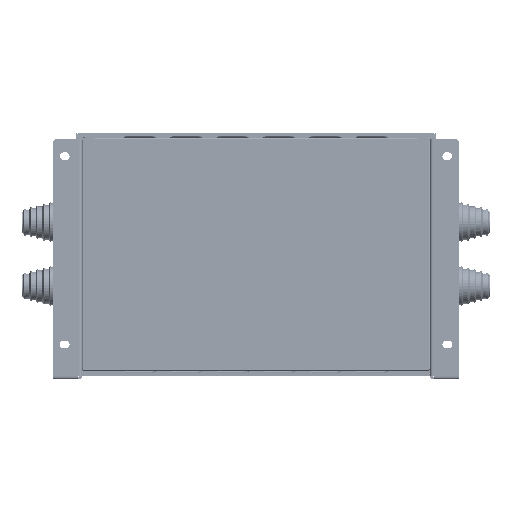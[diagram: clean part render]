
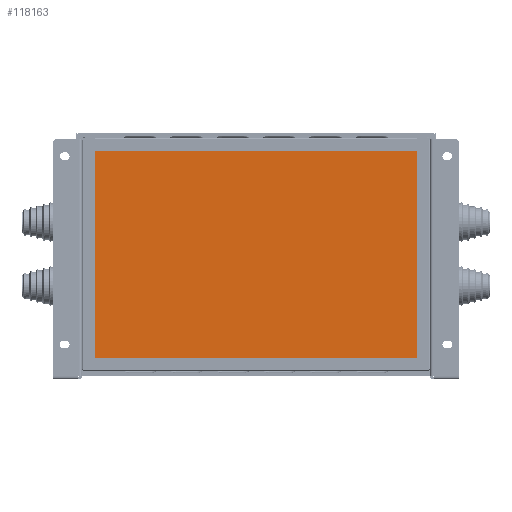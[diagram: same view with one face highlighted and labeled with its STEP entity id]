
A CAD part, front view. The second image highlights one B-rep face of the part: STEP entity #118163.
In plain terms, the highlighted planar face has unit normal (0, -1, 0).
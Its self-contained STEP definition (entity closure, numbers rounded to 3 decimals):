
#1100 = VECTOR ( 'NONE', #32929, 1000. ) ;
#1957 = CARTESIAN_POINT ( 'NONE',  ( 590., 0., -394. ) ) ;
#5154 = CARTESIAN_POINT ( 'NONE',  ( 0., 0., 0. ) ) ;
#7784 = LINE ( 'NONE', #33410, #1100 ) ;
#25472 = ORIENTED_EDGE ( 'NONE', *, *, #73600, .F. ) ;
#30115 = CARTESIAN_POINT ( 'NONE',  ( 0., 0., -394. ) ) ;
#32613 = CARTESIAN_POINT ( 'NONE',  ( 590., 0., 0. ) ) ;
#32929 = DIRECTION ( 'NONE',  ( 1., 0., 0. ) ) ;
#33410 = CARTESIAN_POINT ( 'NONE',  ( 0., 0., 0. ) ) ;
#33753 = VECTOR ( 'NONE', #60557, 1000. ) ;
#37820 = AXIS2_PLACEMENT_3D ( 'NONE', #30115, #62623, #137596 ) ;
#40645 = EDGE_LOOP ( 'NONE', ( #25472, #90718, #88647, #96552 ) ) ;
#43468 = VERTEX_POINT ( 'NONE', #1957 ) ;
#47613 = EDGE_CURVE ( 'NONE', #123007, #43468, #120063, .T. ) ;
#48463 = VERTEX_POINT ( 'NONE', #5154 ) ;
#49019 = CARTESIAN_POINT ( 'NONE',  ( 0., 0., -394. ) ) ;
#51812 = PLANE ( 'NONE',  #37820 ) ;
#53810 = CARTESIAN_POINT ( 'NONE',  ( 0., 0., -394. ) ) ;
#57306 = FACE_OUTER_BOUND ( 'NONE', #40645, .T. ) ;
#59794 = VERTEX_POINT ( 'NONE', #53810 ) ;
#60557 = DIRECTION ( 'NONE',  ( 0., 0., -1. ) ) ;
#61165 = CARTESIAN_POINT ( 'NONE',  ( 590., 0., 0. ) ) ;
#62623 = DIRECTION ( 'NONE',  ( 0., -1., 0. ) ) ;
#67054 = LINE ( 'NONE', #49019, #92367 ) ;
#73600 = EDGE_CURVE ( 'NONE', #59794, #48463, #130697, .T. ) ;
#82704 = CARTESIAN_POINT ( 'NONE',  ( 0., 0., 0. ) ) ;
#88647 = ORIENTED_EDGE ( 'NONE', *, *, #47613, .F. ) ;
#90718 = ORIENTED_EDGE ( 'NONE', *, *, #119498, .F. ) ;
#92367 = VECTOR ( 'NONE', #113383, 1000. ) ;
#96552 = ORIENTED_EDGE ( 'NONE', *, *, #127692, .F. ) ;
#113383 = DIRECTION ( 'NONE',  ( -1., 0., 0. ) ) ;
#114541 = DIRECTION ( 'NONE',  ( 0., 0., 1. ) ) ;
#118163 = ADVANCED_FACE ( 'NONE', ( #57306 ), #51812, .T. ) ;
#119498 = EDGE_CURVE ( 'NONE', #43468, #59794, #67054, .T. ) ;
#120063 = LINE ( 'NONE', #61165, #33753 ) ;
#123007 = VERTEX_POINT ( 'NONE', #32613 ) ;
#127692 = EDGE_CURVE ( 'NONE', #48463, #123007, #7784, .T. ) ;
#127773 = VECTOR ( 'NONE', #114541, 1000. ) ;
#130697 = LINE ( 'NONE', #82704, #127773 ) ;
#137596 = DIRECTION ( 'NONE',  ( 0., 0., -1. ) ) ;
